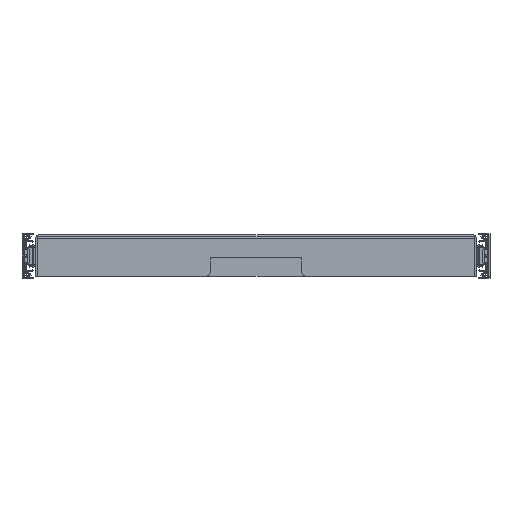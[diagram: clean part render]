
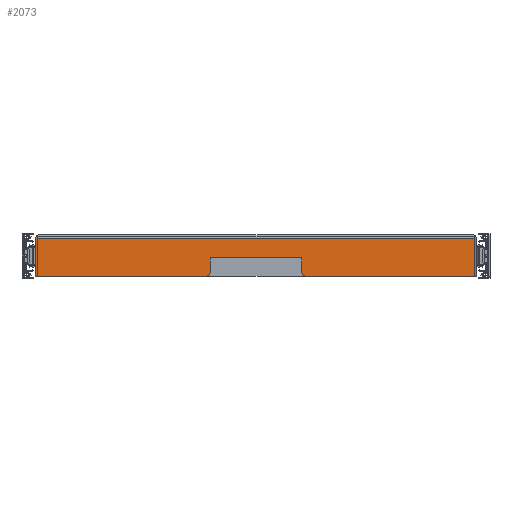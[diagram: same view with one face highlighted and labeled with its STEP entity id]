
A CAD part, front view. The second image highlights one B-rep face of the part: STEP entity #2073.
In plain terms, the highlighted planar face has unit normal (0, -1, 0).
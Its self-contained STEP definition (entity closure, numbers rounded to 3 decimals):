
#1572=CIRCLE('',#20725,5.);
#1573=CIRCLE('',#20726,5.);
#2073=ADVANCED_FACE('',(#3578),#3070,.F.);
#3070=PLANE('',#20727);
#3578=FACE_OUTER_BOUND('',#4790,.T.);
#4790=EDGE_LOOP('',(#6922,#6923,#6924,#6925,#6926,#6927,#6928,#6929,#6930,
#6931,#6932,#6933));
#6922=ORIENTED_EDGE('',*,*,#14561,.T.);
#6923=ORIENTED_EDGE('',*,*,#14562,.T.);
#6924=ORIENTED_EDGE('',*,*,#14551,.F.);
#6925=ORIENTED_EDGE('',*,*,#14556,.F.);
#6926=ORIENTED_EDGE('',*,*,#14559,.T.);
#6927=ORIENTED_EDGE('',*,*,#14563,.T.);
#6928=ORIENTED_EDGE('',*,*,#14547,.T.);
#6929=ORIENTED_EDGE('',*,*,#14564,.F.);
#6930=ORIENTED_EDGE('',*,*,#13591,.F.);
#6931=ORIENTED_EDGE('',*,*,#14565,.T.);
#6932=ORIENTED_EDGE('',*,*,#14566,.T.);
#6933=ORIENTED_EDGE('',*,*,#14567,.T.);
#11674=VERTEX_POINT('',#27846);
#11675=VERTEX_POINT('',#27848);
#12598=VERTEX_POINT('',#29761);
#12599=VERTEX_POINT('',#29762);
#12602=VERTEX_POINT('',#29770);
#12603=VERTEX_POINT('',#29771);
#12606=VERTEX_POINT('',#29779);
#12608=VERTEX_POINT('',#29785);
#12610=VERTEX_POINT('',#29791);
#12611=VERTEX_POINT('',#29792);
#12612=VERTEX_POINT('',#29797);
#12613=VERTEX_POINT('',#29799);
#13591=EDGE_CURVE('',#11674,#11675,#16488,.T.);
#14547=EDGE_CURVE('',#12598,#12599,#16978,.T.);
#14551=EDGE_CURVE('',#12602,#12603,#16982,.T.);
#14556=EDGE_CURVE('',#12606,#12602,#16987,.T.);
#14559=EDGE_CURVE('',#12606,#12608,#16990,.T.);
#14561=EDGE_CURVE('',#12610,#12611,#16992,.T.);
#14562=EDGE_CURVE('',#12611,#12603,#1572,.T.);
#14563=EDGE_CURVE('',#12608,#12598,#16993,.T.);
#14564=EDGE_CURVE('',#11675,#12599,#16994,.T.);
#14565=EDGE_CURVE('',#11674,#12612,#1573,.T.);
#14566=EDGE_CURVE('',#12612,#12613,#16995,.T.);
#14567=EDGE_CURVE('',#12613,#12610,#16996,.T.);
#16488=LINE('',#27847,#18355);
#16978=LINE('',#29760,#18845);
#16982=LINE('',#29769,#18849);
#16987=LINE('',#29781,#18854);
#16990=LINE('',#29787,#18857);
#16992=LINE('',#29790,#18859);
#16993=LINE('',#29794,#18860);
#16994=LINE('',#29795,#18861);
#16995=LINE('',#29798,#18862);
#16996=LINE('',#29800,#18863);
#18355=VECTOR('',#22142,1.);
#18845=VECTOR('',#23632,1.);
#18849=VECTOR('',#23638,1.);
#18854=VECTOR('',#23645,1.);
#18857=VECTOR('',#23650,1.);
#18859=VECTOR('',#23654,1.);
#18860=VECTOR('',#23657,1.);
#18861=VECTOR('',#23658,1.);
#18862=VECTOR('',#23661,1.);
#18863=VECTOR('',#23662,1.);
#20725=AXIS2_PLACEMENT_3D('',#29793,#23655,#23656);
#20726=AXIS2_PLACEMENT_3D('',#29796,#23659,#23660);
#20727=AXIS2_PLACEMENT_3D('',#29801,#23663,#23664);
#22142=DIRECTION('',(-1.,0.,0.));
#23632=DIRECTION('',(-1.,0.,0.));
#23638=DIRECTION('',(-1.,0.,0.));
#23645=DIRECTION('',(0.,0.,-1.));
#23650=DIRECTION('',(-1.,0.,0.));
#23654=DIRECTION('',(0.,0.,-1.));
#23655=DIRECTION('',(0.,-1.,0.));
#23656=DIRECTION('',(-1.,0.,0.));
#23657=DIRECTION('',(-1.,0.,0.));
#23658=DIRECTION('',(0.,0.,1.));
#23659=DIRECTION('',(0.,-1.,0.));
#23660=DIRECTION('',(-1.,0.,0.));
#23661=DIRECTION('',(0.,0.,1.));
#23662=DIRECTION('',(1.,0.,0.));
#23663=DIRECTION('',(0.,1.,0.));
#23664=DIRECTION('',(1.,0.,0.));
#27846=CARTESIAN_POINT('',(-55.,-325.,-43.5));
#27847=CARTESIAN_POINT('',(240.,-325.,-43.5));
#27848=CARTESIAN_POINT('',(-240.,-325.,-43.5));
#29760=CARTESIAN_POINT('',(240.,-325.,-2.));
#29761=CARTESIAN_POINT('',(-238.498,-325.,-2.));
#29762=CARTESIAN_POINT('',(-240.,-325.,-2.));
#29769=CARTESIAN_POINT('',(240.,-325.,-43.5));
#29770=CARTESIAN_POINT('',(240.,-325.,-43.5));
#29771=CARTESIAN_POINT('',(55.,-325.,-43.5));
#29779=CARTESIAN_POINT('',(240.,-325.,-2.));
#29781=CARTESIAN_POINT('',(240.,-325.,-2.));
#29785=CARTESIAN_POINT('',(238.498,-325.,-2.));
#29787=CARTESIAN_POINT('',(240.,-325.,-2.));
#29790=CARTESIAN_POINT('',(50.,-325.,-2.));
#29791=CARTESIAN_POINT('',(50.,-325.,-23.5));
#29792=CARTESIAN_POINT('',(50.,-325.,-38.5));
#29793=CARTESIAN_POINT('',(55.,-325.,-38.5));
#29794=CARTESIAN_POINT('',(240.,-325.,-2.));
#29795=CARTESIAN_POINT('',(-240.,-325.,-2.));
#29796=CARTESIAN_POINT('',(-55.,-325.,-38.5));
#29797=CARTESIAN_POINT('',(-50.,-325.,-38.5));
#29798=CARTESIAN_POINT('',(-50.,-325.,-2.));
#29799=CARTESIAN_POINT('',(-50.,-325.,-23.5));
#29800=CARTESIAN_POINT('',(240.,-325.,-23.5));
#29801=CARTESIAN_POINT('',(240.,-325.,-2.));
